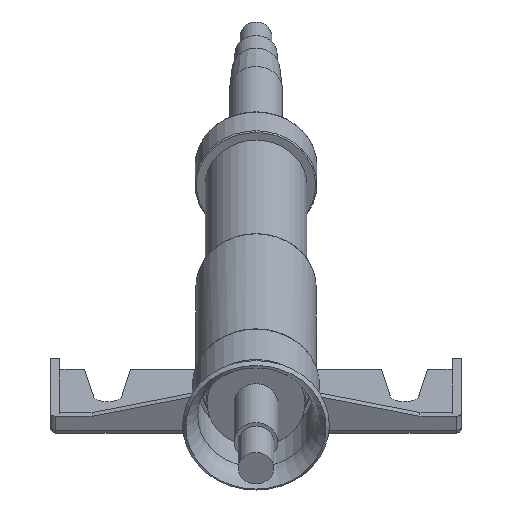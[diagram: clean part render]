
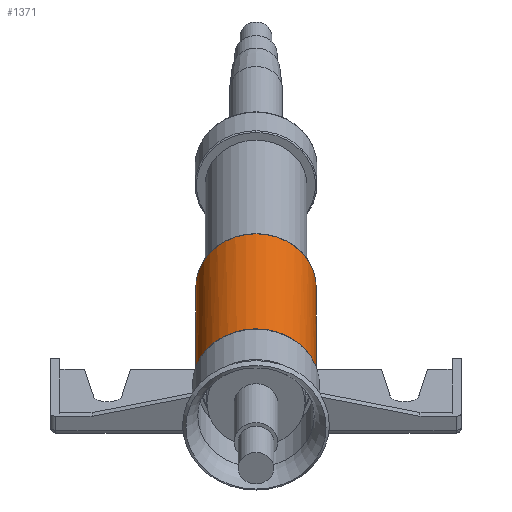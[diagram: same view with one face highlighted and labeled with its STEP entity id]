
A CAD part, left-side view. The second image highlights one B-rep face of the part: STEP entity #1371.
In plain terms, the highlighted cylindrical face has radius 22.7 mm (diameter 45.4 mm), a full revolution.
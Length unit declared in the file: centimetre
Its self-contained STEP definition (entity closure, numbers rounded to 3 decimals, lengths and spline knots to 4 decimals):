
#59=LINE('',#2191,#147);
#103=LINE('',#2313,#191);
#104=LINE('',#2314,#192);
#105=LINE('',#2315,#193);
#147=VECTOR('',#1737,0.25);
#191=VECTOR('',#1849,0.25);
#192=VECTOR('',#1850,4.3);
#193=VECTOR('',#1851,4.3);
#233=FACE_BOUND('',#418,.T.);
#261=CYLINDRICAL_SURFACE('',#1507,2.27);
#314=FACE_OUTER_BOUND('',#417,.T.);
#417=EDGE_LOOP('',(#1086,#1087));
#418=EDGE_LOOP('',(#1088,#1089,#1090,#1091,#1092,#1093,#1094,#1095,#1096));
#526=CIRCLE('',#1498,2.27);
#529=CIRCLE('',#1504,2.27);
#531=CIRCLE('',#1506,2.27);
#532=CIRCLE('',#1508,2.27);
#533=CIRCLE('',#1509,2.27);
#534=CIRCLE('',#1510,2.27);
#535=CIRCLE('',#1511,2.27);
#626=VERTEX_POINT('',#2188);
#627=VERTEX_POINT('',#2190);
#635=VERTEX_POINT('',#2210);
#657=VERTEX_POINT('',#2274);
#658=VERTEX_POINT('',#2276);
#664=VERTEX_POINT('',#2296);
#667=VERTEX_POINT('',#2302);
#668=VERTEX_POINT('',#2306);
#669=VERTEX_POINT('',#2307);
#670=VERTEX_POINT('',#2310);
#671=VERTEX_POINT('',#2311);
#768=EDGE_CURVE('',#627,#626,#59,.T.);
#811=EDGE_CURVE('',#657,#658,#526,.T.);
#822=EDGE_CURVE('',#658,#664,#529,.T.);
#826=EDGE_CURVE('',#667,#657,#531,.T.);
#827=EDGE_CURVE('',#668,#669,#532,.T.);
#828=EDGE_CURVE('',#669,#668,#533,.T.);
#829=EDGE_CURVE('',#670,#671,#534,.T.);
#830=EDGE_CURVE('',#671,#635,#103,.T.);
#831=EDGE_CURVE('',#635,#664,#104,.T.);
#832=EDGE_CURVE('',#667,#627,#105,.T.);
#833=EDGE_CURVE('',#626,#670,#535,.T.);
#1086=ORIENTED_EDGE('',*,*,#827,.T.);
#1087=ORIENTED_EDGE('',*,*,#828,.T.);
#1088=ORIENTED_EDGE('',*,*,#829,.T.);
#1089=ORIENTED_EDGE('',*,*,#830,.T.);
#1090=ORIENTED_EDGE('',*,*,#831,.T.);
#1091=ORIENTED_EDGE('',*,*,#822,.F.);
#1092=ORIENTED_EDGE('',*,*,#811,.F.);
#1093=ORIENTED_EDGE('',*,*,#826,.F.);
#1094=ORIENTED_EDGE('',*,*,#832,.T.);
#1095=ORIENTED_EDGE('',*,*,#768,.T.);
#1096=ORIENTED_EDGE('',*,*,#833,.T.);
#1371=ADVANCED_FACE('',(#314,#233),#261,.T.);
#1498=AXIS2_PLACEMENT_3D('',#2277,#1813,#1814);
#1504=AXIS2_PLACEMENT_3D('',#2297,#1833,#1834);
#1506=AXIS2_PLACEMENT_3D('',#2304,#1839,#1840);
#1507=AXIS2_PLACEMENT_3D('',#2305,#1841,#1842);
#1508=AXIS2_PLACEMENT_3D('',#2308,#1843,#1844);
#1509=AXIS2_PLACEMENT_3D('',#2309,#1845,#1846);
#1510=AXIS2_PLACEMENT_3D('',#2312,#1847,#1848);
#1511=AXIS2_PLACEMENT_3D('',#2316,#1852,#1853);
#1737=DIRECTION('',(-0.881,0.,-0.473));
#1813=DIRECTION('center_axis',(-0.881,0.,-0.473));
#1814=DIRECTION('ref_axis',(0.473,0.,-0.881));
#1833=DIRECTION('center_axis',(-0.881,0.,-0.473));
#1834=DIRECTION('ref_axis',(0.379,-0.598,-0.706));
#1839=DIRECTION('center_axis',(-0.881,0.,-0.473));
#1840=DIRECTION('ref_axis',(0.102,0.976,-0.191));
#1841=DIRECTION('center_axis',(-0.881,0.,-0.473));
#1842=DIRECTION('ref_axis',(0.473,0.,-0.881));
#1843=DIRECTION('center_axis',(-0.881,0.,-0.473));
#1844=DIRECTION('ref_axis',(-0.473,0.,0.881));
#1845=DIRECTION('center_axis',(-0.881,0.,-0.473));
#1846=DIRECTION('ref_axis',(0.473,0.,-0.881));
#1847=DIRECTION('center_axis',(0.881,0.,0.473));
#1848=DIRECTION('ref_axis',(-0.473,0.,0.881));
#1849=DIRECTION('',(0.881,0.,0.473));
#1850=DIRECTION('',(0.881,0.,0.473));
#1851=DIRECTION('',(-0.881,0.,-0.473));
#1852=DIRECTION('center_axis',(0.881,0.,0.473));
#1853=DIRECTION('ref_axis',(0.102,0.976,-0.191));
#2188=CARTESIAN_POINT('',(29.9993,-25.7816,56.1169));
#2190=CARTESIAN_POINT('',(30.2196,-25.7816,56.2351));
#2191=CARTESIAN_POINT('',(30.2196,-25.7816,56.2351));
#2210=CARTESIAN_POINT('',(30.219,-30.2142,56.2363));
#2274=CARTESIAN_POINT('',(34.6372,-26.6417,57.0962));
#2276=CARTESIAN_POINT('',(34.6368,-29.355,57.097));
#2277=CARTESIAN_POINT('Origin',(33.7768,-27.9977,58.7005));
#2296=CARTESIAN_POINT('',(34.0084,-30.2142,58.2686));
#2297=CARTESIAN_POINT('Origin',(33.7768,-27.9977,58.7005));
#2302=CARTESIAN_POINT('',(34.009,-25.7816,58.2674));
#2304=CARTESIAN_POINT('Origin',(33.7768,-27.9977,58.7005));
#2305=CARTESIAN_POINT('Origin',(46.0605,-27.9977,65.2885));
#2306=CARTESIAN_POINT('',(35.5066,-27.997,62.2041));
#2307=CARTESIAN_POINT('',(37.6524,-27.9985,58.2032));
#2308=CARTESIAN_POINT('Origin',(36.5795,-27.9977,60.2036));
#2309=CARTESIAN_POINT('Origin',(36.5795,-27.9977,60.2036));
#2310=CARTESIAN_POINT('',(28.6942,-27.997,58.5504));
#2311=CARTESIAN_POINT('',(29.9987,-30.2142,56.1182));
#2312=CARTESIAN_POINT('Origin',(29.7671,-27.9977,56.55));
#2313=CARTESIAN_POINT('',(29.9987,-30.2142,56.1182));
#2314=CARTESIAN_POINT('',(30.219,-30.2142,56.2363));
#2315=CARTESIAN_POINT('',(34.009,-25.7816,58.2674));
#2316=CARTESIAN_POINT('Origin',(29.7671,-27.9977,56.55));
